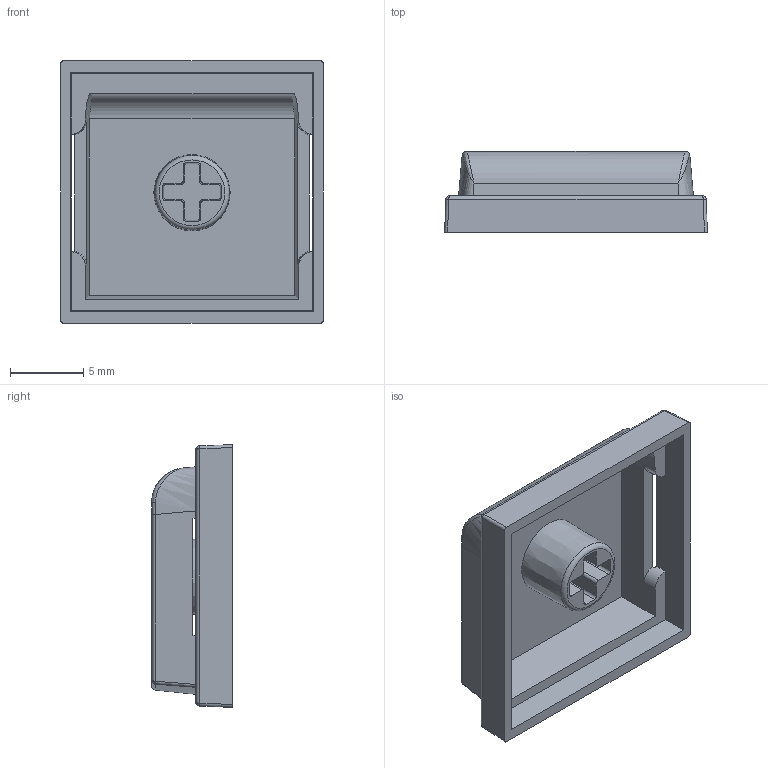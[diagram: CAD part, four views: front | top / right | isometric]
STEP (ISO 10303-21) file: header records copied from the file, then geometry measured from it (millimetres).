
FILE_DESCRIPTION(/* description */ ('STEP AP214'),/* implementation_level */ '2;1');
FILE_NAME(/* name */ '85afdbf9-034c-4542-9295-5b31c918326d.stp',/* time_stamp */ '2025-12-14T18:45:31Z',/* author */ (''),/* organization */ (''),/* preprocessor_version */ 'ST-DEVELOPER v20.1',/* originating_system */ 'Autodesk Translation Framework v14.24.0.0',/* authorisation */ '');
FILE_SCHEMA (('AUTOMOTIVE_DESIGN { 1 0 10303 214 3 1 1 }'));
Length unit declared in the file: millimetre
Products named in the file (1): Key Cap-CHERRY-MX
Bounding box: 17.9 x 5.5 x 17.9 mm (x, y, z)
Volume: 482.2 mm3; surface area: 1310.1 mm2
Topology: 1 solids, 1 shells, 89 faces, 244 edges, 149 vertices
Faces by surface type: plane 41, cylinder 26, bspline 18, torus 2, cone 2
Entity records: 3584 total; most frequent: CARTESIAN_POINT 1412, ORIENTED_EDGE 472, DIRECTION 411, EDGE_CURVE 236, VERTEX_POINT 149, LINE 137, VECTOR 137, AXIS2_PLACEMENT_3D 137
